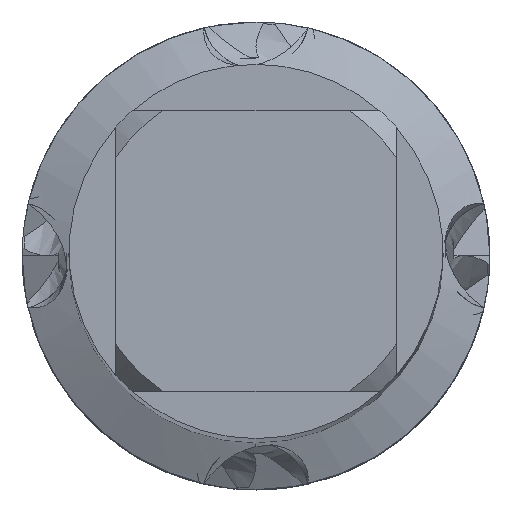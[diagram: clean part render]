
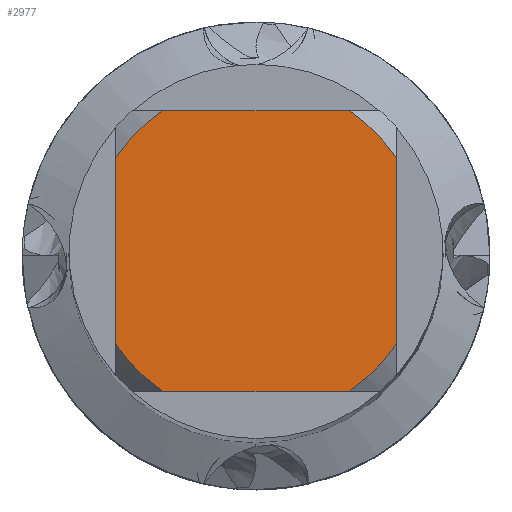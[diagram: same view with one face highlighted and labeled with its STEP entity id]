
A CAD part, top view. The second image highlights one B-rep face of the part: STEP entity #2977.
In plain terms, the highlighted planar face has unit normal (0, 0, 1).
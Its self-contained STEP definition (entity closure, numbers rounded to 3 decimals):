
#1541=EDGE_CURVE('',#3581,#4459,#4576,.T.);
#1587=VERTEX_POINT('',#4624);
#1685=VERTEX_POINT('',#4733);
#1951=EDGE_CURVE('',#4121,#1587,#5023,.T.);
#2463=VERTEX_POINT('',#5576);
#2977=ADVANCED_FACE('',(#6141),#6142,.T.);
#3581=VERTEX_POINT('',#6794);
#3583=EDGE_CURVE('',#1685,#3965,#6796,.T.);
#3673=EDGE_CURVE('',#3985,#4459,#6894,.T.);
#3679=EDGE_CURVE('',#4121,#2463,#6900,.T.);
#3855=EDGE_CURVE('',#3581,#3965,#7087,.T.);
#3965=VERTEX_POINT('',#7205);
#3985=VERTEX_POINT('',#7227);
#4121=VERTEX_POINT('',#7376);
#4283=EDGE_CURVE('',#3985,#2463,#7558,.T.);
#4401=EDGE_CURVE('',#1685,#1587,#7689,.T.);
#4459=VERTEX_POINT('',#7751);
#4576=LINE('',#7869,#7870);
#4624=CARTESIAN_POINT('',(-6.0,-3.98,0.0));
#4733=CARTESIAN_POINT('',(-3.98,-6.0,0.0));
#5023=LINE('',#9967,#9968);
#5576=CARTESIAN_POINT('',(-3.98,6.0,0.0));
#6141=FACE_OUTER_BOUND('',#14616,.T.);
#6142=PLANE('',#14617);
#6794=CARTESIAN_POINT('',(6.0,-3.98,0.0));
#6796=LINE('',#17160,#17161);
#6894=CIRCLE('',#17621,7.2);
#6900=CIRCLE('',#17631,7.2);
#7087=CIRCLE('',#18272,7.2);
#7205=CARTESIAN_POINT('',(3.98,-6.0,0.0));
#7227=CARTESIAN_POINT('',(3.98,6.0,0.0));
#7376=CARTESIAN_POINT('',(-6.0,3.98,0.0));
#7558=LINE('',#20665,#20666);
#7689=CIRCLE('',#21340,7.2);
#7751=CARTESIAN_POINT('',(6.0,3.98,0.0));
#7869=CARTESIAN_POINT('',(6.0,1.8,0.0));
#7870=VECTOR('',#21761,1.0);
#9967=CARTESIAN_POINT('',(-6.0,1.8,0.0));
#9968=VECTOR('',#22270,1.0);
#14616=EDGE_LOOP('',(#23486,#23487,#23488,#23489,#23490,#23491,#23492,#23493));
#14617=AXIS2_PLACEMENT_3D('',#23494,#23495,#23496);
#17160=CARTESIAN_POINT('',(0.0,-6.0,0.0));
#17161=VECTOR('',#24058,1.0);
#17621=AXIS2_PLACEMENT_3D('',#24147,#24148,#24149);
#17631=AXIS2_PLACEMENT_3D('',#24154,#24155,#24156);
#18272=AXIS2_PLACEMENT_3D('',#24297,#24298,#24299);
#20665=CARTESIAN_POINT('',(0.0,6.0,0.0));
#20666=VECTOR('',#24858,1.0);
#21340=AXIS2_PLACEMENT_3D('',#24998,#24999,#25000);
#21761=DIRECTION('',(-0.0,1.0,0.0));
#22270=DIRECTION('',(-0.0,-1.0,0.0));
#23486=ORIENTED_EDGE('',*,*,#1951,.T.);
#23487=ORIENTED_EDGE('',*,*,#4401,.F.);
#23488=ORIENTED_EDGE('',*,*,#3583,.T.);
#23489=ORIENTED_EDGE('',*,*,#3855,.F.);
#23490=ORIENTED_EDGE('',*,*,#1541,.T.);
#23491=ORIENTED_EDGE('',*,*,#3673,.F.);
#23492=ORIENTED_EDGE('',*,*,#4283,.T.);
#23493=ORIENTED_EDGE('',*,*,#3679,.F.);
#23494=CARTESIAN_POINT('',(0.0,3.6,0.0));
#23495=DIRECTION('',(-0.0,0.0,1.0));
#23496=DIRECTION('',(0.0,-1.0,0.0));
#24058=DIRECTION('',(1.0,0.0,0.0));
#24147=CARTESIAN_POINT('',(0.0,0.0,0.0));
#24148=DIRECTION('',(0.0,0.0,-1.0));
#24149=DIRECTION('',(0.0,1.0,0.0));
#24154=CARTESIAN_POINT('',(0.0,0.0,0.0));
#24155=DIRECTION('',(0.0,0.0,-1.0));
#24156=DIRECTION('',(0.0,1.0,0.0));
#24297=CARTESIAN_POINT('',(0.0,0.0,0.0));
#24298=DIRECTION('',(0.0,0.0,-1.0));
#24299=DIRECTION('',(0.0,1.0,0.0));
#24858=DIRECTION('',(-1.0,0.0,0.0));
#24998=CARTESIAN_POINT('',(0.0,0.0,0.0));
#24999=DIRECTION('',(0.0,0.0,-1.0));
#25000=DIRECTION('',(0.0,1.0,0.0));
